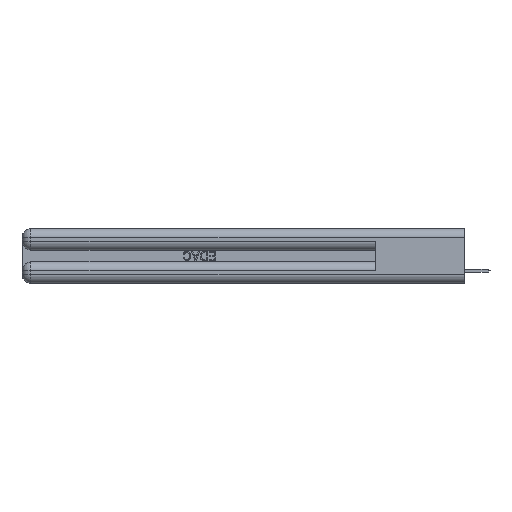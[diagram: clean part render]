
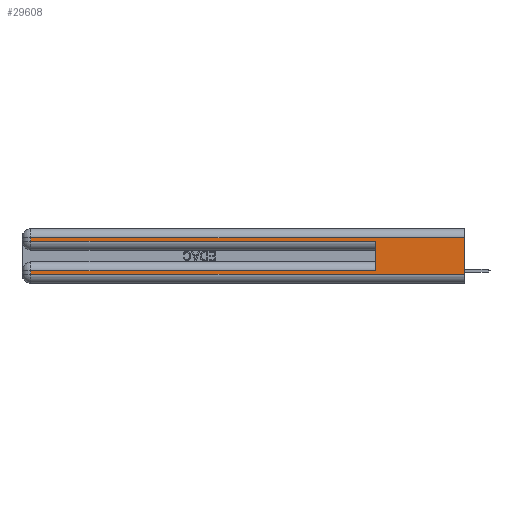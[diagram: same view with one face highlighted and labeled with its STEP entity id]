
A CAD part, left-side view. The second image highlights one B-rep face of the part: STEP entity #29608.
In plain terms, the highlighted planar face has unit normal (-1, 0, 0).
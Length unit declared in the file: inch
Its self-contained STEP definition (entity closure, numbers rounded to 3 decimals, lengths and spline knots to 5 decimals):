
#392 = AXIS2_PLACEMENT_3D ( 'NONE', #11581, #43606, #4012 ) ;
#729 = EDGE_LOOP ( 'NONE', ( #31904, #18021, #11018, #50899, #19138, #40605, #34051, #42739 ) ) ;
#1113 = VECTOR ( 'NONE', #46597, 39.37008 ) ;
#2597 = DIRECTION ( 'NONE',  ( 0., 0., -1. ) ) ;
#3620 = VECTOR ( 'NONE', #31016, 39.37008 ) ;
#4012 = DIRECTION ( 'NONE',  ( 0., 0., -1. ) ) ;
#6345 = EDGE_CURVE ( 'NONE', #34669, #18346, #14606, .T. ) ;
#6861 = EDGE_CURVE ( 'NONE', #19006, #53106, #30671, .T. ) ;
#7511 = CARTESIAN_POINT ( 'NONE',  ( 0., 2.94, 0.37 ) ) ;
#9224 = EDGE_CURVE ( 'NONE', #10575, #34669, #47127, .T. ) ;
#10018 = CARTESIAN_POINT ( 'NONE',  ( 0., 0., 0.085 ) ) ;
#10575 = VERTEX_POINT ( 'NONE', #30395 ) ;
#10636 = CARTESIAN_POINT ( 'NONE',  ( 0., 0.6, 0.285 ) ) ;
#10668 = EDGE_CURVE ( 'NONE', #19970, #19006, #48370, .T. ) ;
#11018 = ORIENTED_EDGE ( 'NONE', *, *, #6345, .T. ) ;
#11581 = CARTESIAN_POINT ( 'NONE',  ( 0., 0., 0.37 ) ) ;
#12569 = CARTESIAN_POINT ( 'NONE',  ( 0., 0., 0.31 ) ) ;
#13818 = CARTESIAN_POINT ( 'NONE',  ( 0., 2.94, 0.06 ) ) ;
#14606 = LINE ( 'NONE', #27278, #3620 ) ;
#15524 = CARTESIAN_POINT ( 'NONE',  ( 0., 2.94, 0.085 ) ) ;
#17473 = VECTOR ( 'NONE', #2597, 39.37008 ) ;
#18021 = ORIENTED_EDGE ( 'NONE', *, *, #9224, .T. ) ;
#18346 = VERTEX_POINT ( 'NONE', #40523 ) ;
#19006 = VERTEX_POINT ( 'NONE', #13818 ) ;
#19138 = ORIENTED_EDGE ( 'NONE', *, *, #28671, .F. ) ;
#19970 = VERTEX_POINT ( 'NONE', #15524 ) ;
#20005 = CARTESIAN_POINT ( 'NONE',  ( 0., 0., 0.06 ) ) ;
#20530 = VECTOR ( 'NONE', #22314, 39.37008 ) ;
#21550 = CARTESIAN_POINT ( 'NONE',  ( 0., 0., 0.285 ) ) ;
#22314 = DIRECTION ( 'NONE',  ( 0., 1., 0. ) ) ;
#24019 = DIRECTION ( 'NONE',  ( 0., -1., 0. ) ) ;
#24713 = VERTEX_POINT ( 'NONE', #10636 ) ;
#26510 = DIRECTION ( 'NONE',  ( 0., 0., 1. ) ) ;
#27278 = CARTESIAN_POINT ( 'NONE',  ( 0., 2.94, 0.37 ) ) ;
#28202 = VECTOR ( 'NONE', #24019, 39.37008 ) ;
#28671 = EDGE_CURVE ( 'NONE', #44985, #24713, #48907, .T. ) ;
#29608 = ADVANCED_FACE ( 'NONE', ( #42241 ), #33423, .F. ) ;
#30395 = CARTESIAN_POINT ( 'NONE',  ( 0., 0., 0.31 ) ) ;
#30458 = CARTESIAN_POINT ( 'NONE',  ( 0., 0.6, 0.145 ) ) ;
#30671 = LINE ( 'NONE', #20005, #28202 ) ;
#31016 = DIRECTION ( 'NONE',  ( 0., 0., -1. ) ) ;
#31464 = VECTOR ( 'NONE', #34218, 39.37008 ) ;
#31904 = ORIENTED_EDGE ( 'NONE', *, *, #36449, .F. ) ;
#32882 = VECTOR ( 'NONE', #35930, 39.37008 ) ;
#33423 = PLANE ( 'NONE',  #392 ) ;
#34051 = ORIENTED_EDGE ( 'NONE', *, *, #10668, .T. ) ;
#34218 = DIRECTION ( 'NONE',  ( 0., -1., 0. ) ) ;
#34669 = VERTEX_POINT ( 'NONE', #48788 ) ;
#35930 = DIRECTION ( 'NONE',  ( 0., 0., -1. ) ) ;
#36449 = EDGE_CURVE ( 'NONE', #10575, #53106, #39591, .T. ) ;
#38258 = CARTESIAN_POINT ( 'NONE',  ( 0., 0., 0.37 ) ) ;
#38416 = CARTESIAN_POINT ( 'NONE',  ( 0., 0.6, 0.085 ) ) ;
#39591 = LINE ( 'NONE', #38258, #17473 ) ;
#40523 = CARTESIAN_POINT ( 'NONE',  ( 0., 2.94, 0.285 ) ) ;
#40605 = ORIENTED_EDGE ( 'NONE', *, *, #49573, .T. ) ;
#42241 = FACE_OUTER_BOUND ( 'NONE', #729, .T. ) ;
#42739 = ORIENTED_EDGE ( 'NONE', *, *, #6861, .T. ) ;
#43473 = CARTESIAN_POINT ( 'NONE',  ( 0., 0., 0.06 ) ) ;
#43606 = DIRECTION ( 'NONE',  ( 1., 0., 0. ) ) ;
#43797 = LINE ( 'NONE', #10018, #20530 ) ;
#44985 = VERTEX_POINT ( 'NONE', #38416 ) ;
#45654 = VECTOR ( 'NONE', #26510, 39.37008 ) ;
#46597 = DIRECTION ( 'NONE',  ( 0., 1., 0. ) ) ;
#47127 = LINE ( 'NONE', #12569, #1113 ) ;
#48370 = LINE ( 'NONE', #7511, #32882 ) ;
#48788 = CARTESIAN_POINT ( 'NONE',  ( 0., 2.94, 0.31 ) ) ;
#48907 = LINE ( 'NONE', #30458, #45654 ) ;
#49573 = EDGE_CURVE ( 'NONE', #44985, #19970, #43797, .T. ) ;
#50036 = EDGE_CURVE ( 'NONE', #18346, #24713, #53482, .T. ) ;
#50899 = ORIENTED_EDGE ( 'NONE', *, *, #50036, .T. ) ;
#53106 = VERTEX_POINT ( 'NONE', #43473 ) ;
#53482 = LINE ( 'NONE', #21550, #31464 ) ;
